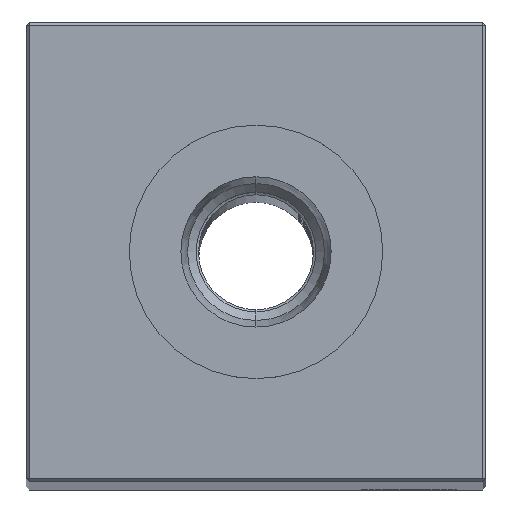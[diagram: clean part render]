
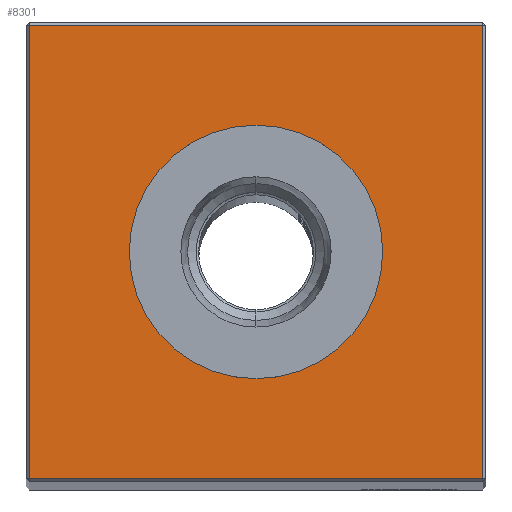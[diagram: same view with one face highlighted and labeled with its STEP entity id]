
A CAD part, top view. The second image highlights one B-rep face of the part: STEP entity #8301.
In plain terms, the highlighted planar face has unit normal (0, 0, 1).
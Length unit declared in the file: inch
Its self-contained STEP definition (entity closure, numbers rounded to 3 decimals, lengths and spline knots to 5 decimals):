
#198 = CARTESIAN_POINT ( 'NONE',  ( -0.74, -0.74, 15.25 ) ) ;
#623 = CARTESIAN_POINT ( 'NONE',  ( -0.74, 0., 15.25 ) ) ;
#822 = VERTEX_POINT ( 'NONE', #16751 ) ;
#1477 = PLANE ( 'NONE',  #4968 ) ;
#1891 = DIRECTION ( 'NONE',  ( 0., 0., -1. ) ) ;
#2087 = DIRECTION ( 'NONE',  ( 0., 1., 0. ) ) ;
#3163 = VERTEX_POINT ( 'NONE', #198 ) ;
#3478 = CARTESIAN_POINT ( 'NONE',  ( 0., 0.41339, 15.25 ) ) ;
#3643 = EDGE_CURVE ( 'NONE', #24639, #822, #20778, .T. ) ;
#3748 = VECTOR ( 'NONE', #16265, 39.37008 ) ;
#4025 = CIRCLE ( 'NONE', #14746, 0.41339 ) ;
#4072 = VECTOR ( 'NONE', #14199, 39.37008 ) ;
#4085 = DIRECTION ( 'NONE',  ( -1., 0., 0. ) ) ;
#4968 = AXIS2_PLACEMENT_3D ( 'NONE', #6173, #1891, #4085 ) ;
#5490 = EDGE_LOOP ( 'NONE', ( #18669, #12476 ) ) ;
#5605 = EDGE_CURVE ( 'NONE', #19019, #16888, #4025, .T. ) ;
#6173 = CARTESIAN_POINT ( 'NONE',  ( 0., 0., 15.25 ) ) ;
#7026 = CARTESIAN_POINT ( 'NONE',  ( 0., 0., 15.25 ) ) ;
#7951 = AXIS2_PLACEMENT_3D ( 'NONE', #7026, #12928, #26043 ) ;
#8231 = EDGE_CURVE ( 'NONE', #3163, #21586, #21150, .T. ) ;
#8301 = ADVANCED_FACE ( 'NONE', ( #24768, #27135 ), #1477, .F. ) ;
#8352 = CARTESIAN_POINT ( 'NONE',  ( 0.74, 0.74, 15.25 ) ) ;
#9106 = DIRECTION ( 'NONE',  ( 0., -1., 0. ) ) ;
#10654 = ORIENTED_EDGE ( 'NONE', *, *, #20663, .T. ) ;
#11215 = LINE ( 'NONE', #623, #16447 ) ;
#11467 = ORIENTED_EDGE ( 'NONE', *, *, #3643, .T. ) ;
#12200 = CARTESIAN_POINT ( 'NONE',  ( 0., -0.74, 15.25 ) ) ;
#12476 = ORIENTED_EDGE ( 'NONE', *, *, #15767, .T. ) ;
#12695 = ORIENTED_EDGE ( 'NONE', *, *, #8231, .T. ) ;
#12928 = DIRECTION ( 'NONE',  ( 0., 0., -1. ) ) ;
#13106 = CARTESIAN_POINT ( 'NONE',  ( 0., -0.41339, 15.25 ) ) ;
#13113 = CARTESIAN_POINT ( 'NONE',  ( 0., 0., 15.25 ) ) ;
#13663 = DIRECTION ( 'NONE',  ( 0., 0., -1. ) ) ;
#14199 = DIRECTION ( 'NONE',  ( -1., 0., 0. ) ) ;
#14746 = AXIS2_PLACEMENT_3D ( 'NONE', #13113, #13663, #22190 ) ;
#15767 = EDGE_CURVE ( 'NONE', #16888, #19019, #15974, .T. ) ;
#15974 = CIRCLE ( 'NONE', #7951, 0.41339 ) ;
#16265 = DIRECTION ( 'NONE',  ( 1., 0., 0. ) ) ;
#16447 = VECTOR ( 'NONE', #9106, 39.37008 ) ;
#16751 = CARTESIAN_POINT ( 'NONE',  ( -0.74, 0.74, 15.25 ) ) ;
#16888 = VERTEX_POINT ( 'NONE', #13106 ) ;
#18669 = ORIENTED_EDGE ( 'NONE', *, *, #5605, .T. ) ;
#19019 = VERTEX_POINT ( 'NONE', #3478 ) ;
#19121 = CARTESIAN_POINT ( 'NONE',  ( 0.74, -0.74, 15.25 ) ) ;
#20663 = EDGE_CURVE ( 'NONE', #822, #3163, #11215, .T. ) ;
#20778 = LINE ( 'NONE', #22859, #4072 ) ;
#21150 = LINE ( 'NONE', #12200, #3748 ) ;
#21586 = VERTEX_POINT ( 'NONE', #19121 ) ;
#22190 = DIRECTION ( 'NONE',  ( -1., 0., 0. ) ) ;
#22668 = ORIENTED_EDGE ( 'NONE', *, *, #23891, .T. ) ;
#22749 = LINE ( 'NONE', #23181, #26429 ) ;
#22859 = CARTESIAN_POINT ( 'NONE',  ( 0., 0.74, 15.25 ) ) ;
#23181 = CARTESIAN_POINT ( 'NONE',  ( 0.74, 0., 15.25 ) ) ;
#23891 = EDGE_CURVE ( 'NONE', #21586, #24639, #22749, .T. ) ;
#24639 = VERTEX_POINT ( 'NONE', #8352 ) ;
#24768 = FACE_OUTER_BOUND ( 'NONE', #26529, .T. ) ;
#26043 = DIRECTION ( 'NONE',  ( -1., 0., 0. ) ) ;
#26429 = VECTOR ( 'NONE', #2087, 39.37008 ) ;
#26529 = EDGE_LOOP ( 'NONE', ( #10654, #12695, #22668, #11467 ) ) ;
#27135 = FACE_BOUND ( 'NONE', #5490, .T. ) ;
